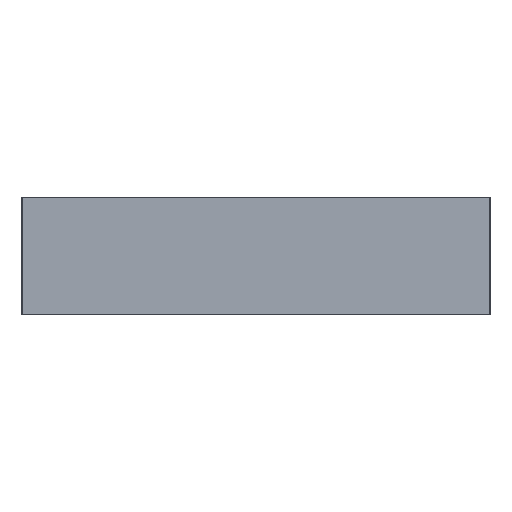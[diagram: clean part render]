
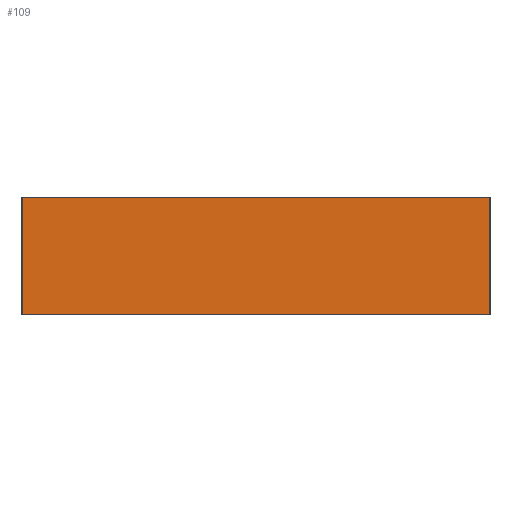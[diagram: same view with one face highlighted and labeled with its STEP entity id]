
A CAD part, front view. The second image highlights one B-rep face of the part: STEP entity #109.
In plain terms, the highlighted planar face has unit normal (0, -1, 0).
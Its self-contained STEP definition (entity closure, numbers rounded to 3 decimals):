
#1 = PLANE ( 'NONE',  #152 ) ;
#14 = ORIENTED_EDGE ( 'NONE', *, *, #251, .T. ) ;
#15 = VERTEX_POINT ( 'NONE', #195 ) ;
#19 = EDGE_CURVE ( 'NONE', #15, #249, #350, .T. ) ;
#53 = FACE_OUTER_BOUND ( 'NONE', #371, .T. ) ;
#57 = CARTESIAN_POINT ( 'NONE',  ( 10., -48.5, 0. ) ) ;
#73 = ORIENTED_EDGE ( 'NONE', *, *, #19, .F. ) ;
#82 = CARTESIAN_POINT ( 'NONE',  ( -10., -48.5, 5. ) ) ;
#83 = VECTOR ( 'NONE', #259, 1000. ) ;
#84 = CARTESIAN_POINT ( 'NONE',  ( -10., -48.5, 0. ) ) ;
#86 = DIRECTION ( 'NONE',  ( 1., 0., 0. ) ) ;
#91 = ORIENTED_EDGE ( 'NONE', *, *, #114, .F. ) ;
#109 = ADVANCED_FACE ( 'NONE', ( #53 ), #1, .F. ) ;
#110 = CARTESIAN_POINT ( 'NONE',  ( -10., -48.5, 5. ) ) ;
#114 = EDGE_CURVE ( 'NONE', #128, #15, #209, .T. ) ;
#115 = CARTESIAN_POINT ( 'NONE',  ( -10., -48.5, 5. ) ) ;
#128 = VERTEX_POINT ( 'NONE', #207 ) ;
#140 = VERTEX_POINT ( 'NONE', #323 ) ;
#152 = AXIS2_PLACEMENT_3D ( 'NONE', #110, #174, #204 ) ;
#171 = CARTESIAN_POINT ( 'NONE',  ( 10., -48.5, 5. ) ) ;
#173 = DIRECTION ( 'NONE',  ( 1., 0., 0. ) ) ;
#174 = DIRECTION ( 'NONE',  ( 0., 1., 0. ) ) ;
#175 = VECTOR ( 'NONE', #86, 1000. ) ;
#178 = DIRECTION ( 'NONE',  ( 0., 0., -1. ) ) ;
#191 = EDGE_CURVE ( 'NONE', #128, #140, #357, .T. ) ;
#195 = CARTESIAN_POINT ( 'NONE',  ( 10., -48.5, 5. ) ) ;
#204 = DIRECTION ( 'NONE',  ( 0., 0., 1. ) ) ;
#207 = CARTESIAN_POINT ( 'NONE',  ( -10., -48.5, 5. ) ) ;
#209 = LINE ( 'NONE', #82, #384 ) ;
#234 = ORIENTED_EDGE ( 'NONE', *, *, #191, .T. ) ;
#249 = VERTEX_POINT ( 'NONE', #57 ) ;
#251 = EDGE_CURVE ( 'NONE', #140, #249, #355, .T. ) ;
#259 = DIRECTION ( 'NONE',  ( 0., 0., -1. ) ) ;
#323 = CARTESIAN_POINT ( 'NONE',  ( -10., -48.5, 0. ) ) ;
#334 = VECTOR ( 'NONE', #178, 1000. ) ;
#350 = LINE ( 'NONE', #171, #83 ) ;
#355 = LINE ( 'NONE', #84, #175 ) ;
#357 = LINE ( 'NONE', #115, #334 ) ;
#371 = EDGE_LOOP ( 'NONE', ( #14, #73, #91, #234 ) ) ;
#384 = VECTOR ( 'NONE', #173, 1000. ) ;
